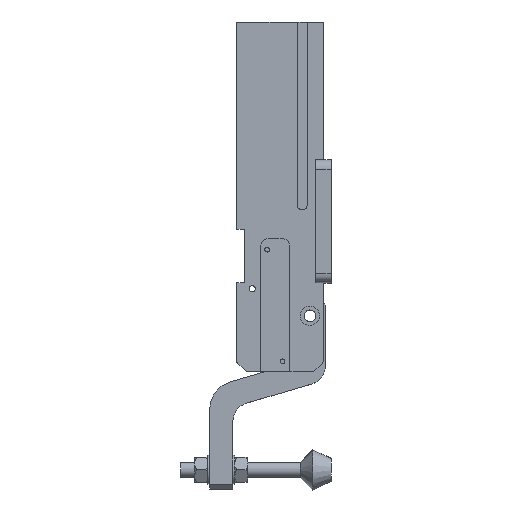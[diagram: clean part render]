
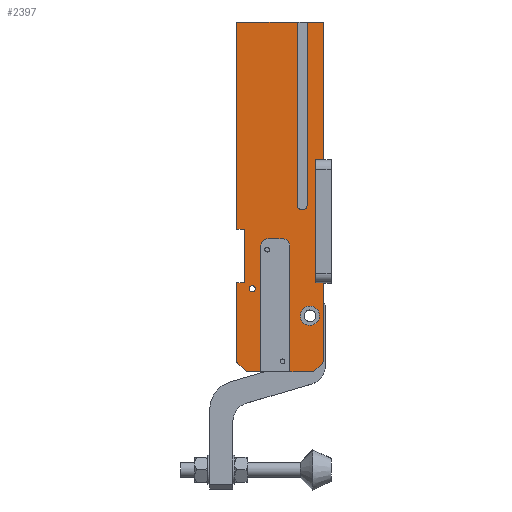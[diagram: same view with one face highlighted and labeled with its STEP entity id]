
A CAD part, top view. The second image highlights one B-rep face of the part: STEP entity #2397.
In plain terms, the highlighted planar face has unit normal (0, 0, 1).
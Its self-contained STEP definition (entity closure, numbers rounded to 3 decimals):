
#683=CARTESIAN_POINT('Vertex',(1.742,-39.,17.5)) ;
#686=CARTESIAN_POINT('Line Origine',(-4.458,-39.,17.5)) ;
#690=CARTESIAN_POINT('Vertex',(-10.658,-39.,17.5)) ;
#711=CARTESIAN_POINT('Vertex',(-25.858,-39.,17.5)) ;
#714=CARTESIAN_POINT('Line Origine',(-29.558,-39.,17.5)) ;
#718=CARTESIAN_POINT('Vertex',(-33.258,-39.,17.5)) ;
#746=CARTESIAN_POINT('Vertex',(-38.258,-34.,17.5)) ;
#749=CARTESIAN_POINT('Line Origine',(-38.258,-13.5,17.5)) ;
#753=CARTESIAN_POINT('Vertex',(-38.258,7.,17.5)) ;
#777=CARTESIAN_POINT('Vertex',(6.742,-34.,17.5)) ;
#780=CARTESIAN_POINT('Line Origine',(4.242,-36.5,17.5)) ;
#797=CARTESIAN_POINT('Line Origine',(-10.658,-6.5,17.5)) ;
#801=CARTESIAN_POINT('Vertex',(-10.658,26.,17.5)) ;
#828=CARTESIAN_POINT('Axis2P3D Location',(-14.658,26.,17.5)) ;
#832=CARTESIAN_POINT('Vertex',(-14.658,30.,17.5)) ;
#859=CARTESIAN_POINT('Line Origine',(-18.258,30.,17.5)) ;
#863=CARTESIAN_POINT('Vertex',(-21.858,30.,17.5)) ;
#890=CARTESIAN_POINT('Axis2P3D Location',(-21.858,26.,17.5)) ;
#894=CARTESIAN_POINT('Vertex',(-25.858,26.,17.5)) ;
#1538=CARTESIAN_POINT('Vertex',(-6.858,47.5,17.5)) ;
#1541=CARTESIAN_POINT('Axis2P3D Location',(-4.258,47.5,17.5)) ;
#1545=CARTESIAN_POINT('Vertex',(-4.258,44.9,17.5)) ;
#1572=CARTESIAN_POINT('Vertex',(-1.658,47.5,17.5)) ;
#1580=CARTESIAN_POINT('Axis2P3D Location',(-4.258,47.5,17.5)) ;
#2071=CARTESIAN_POINT('Line Origine',(-1.658,95.,17.5)) ;
#2075=CARTESIAN_POINT('Vertex',(-1.658,142.5,17.5)) ;
#2214=CARTESIAN_POINT('Vertex',(-6.858,142.5,17.5)) ;
#2217=CARTESIAN_POINT('Line Origine',(-6.858,95.,17.5)) ;
#2234=CARTESIAN_POINT('Line Origine',(-25.858,-6.5,17.5)) ;
#2251=CARTESIAN_POINT('Axis2P3D Location',(-18.258,39.,17.5)) ;
#2256=CARTESIAN_POINT('Line Origine',(-22.558,142.5,17.5)) ;
#2260=CARTESIAN_POINT('Vertex',(-38.258,142.5,17.5)) ;
#2263=CARTESIAN_POINT('Line Origine',(-38.258,88.75,17.5)) ;
#2267=CARTESIAN_POINT('Vertex',(-38.258,35.,17.5)) ;
#2270=CARTESIAN_POINT('Line Origine',(-36.258,35.,17.5)) ;
#2274=CARTESIAN_POINT('Vertex',(-34.258,35.,17.5)) ;
#2277=CARTESIAN_POINT('Line Origine',(-34.258,21.,17.5)) ;
#2281=CARTESIAN_POINT('Vertex',(-34.258,7.,17.5)) ;
#2284=CARTESIAN_POINT('Line Origine',(-36.258,7.,17.5)) ;
#2289=CARTESIAN_POINT('Line Origine',(-35.758,-36.5,17.5)) ;
#2294=CARTESIAN_POINT('Line Origine',(6.742,-13.5,17.5)) ;
#2298=CARTESIAN_POINT('Vertex',(6.742,7.,17.5)) ;
#2301=CARTESIAN_POINT('Line Origine',(4.742,7.,17.5)) ;
#2305=CARTESIAN_POINT('Vertex',(2.742,7.,17.5)) ;
#2308=CARTESIAN_POINT('Line Origine',(2.742,21.,17.5)) ;
#2312=CARTESIAN_POINT('Vertex',(2.742,35.,17.5)) ;
#2315=CARTESIAN_POINT('Line Origine',(4.742,35.,17.5)) ;
#2319=CARTESIAN_POINT('Vertex',(6.742,35.,17.5)) ;
#2322=CARTESIAN_POINT('Line Origine',(6.742,88.75,17.5)) ;
#2326=CARTESIAN_POINT('Vertex',(6.742,142.5,17.5)) ;
#2329=CARTESIAN_POINT('Line Origine',(2.542,142.5,17.5)) ;
#2361=CARTESIAN_POINT('Axis2P3D Location',(-30.258,4.,17.5)) ;
#2365=CARTESIAN_POINT('Vertex',(-31.025,2.596,17.5)) ;
#2367=CARTESIAN_POINT('Vertex',(-29.491,5.404,17.5)) ;
#2370=CARTESIAN_POINT('Axis2P3D Location',(-30.258,4.,17.5)) ;
#2379=CARTESIAN_POINT('Axis2P3D Location',(-0.258,-10.,17.5)) ;
#2383=CARTESIAN_POINT('Vertex',(-2.655,-14.388,17.5)) ;
#2385=CARTESIAN_POINT('Vertex',(2.139,-5.612,17.5)) ;
#2388=CARTESIAN_POINT('Axis2P3D Location',(-0.258,-10.,17.5)) ;
#687=DIRECTION('Vector Direction',(1.,0.,0.)) ;
#715=DIRECTION('Vector Direction',(1.,0.,0.)) ;
#750=DIRECTION('Vector Direction',(0.,-1.,0.)) ;
#781=DIRECTION('Vector Direction',(0.707,0.707,0.)) ;
#798=DIRECTION('Vector Direction',(0.,-1.,0.)) ;
#829=DIRECTION('Axis2P3D Direction',(0.,-0.,1.)) ;
#860=DIRECTION('Vector Direction',(1.,0.,0.)) ;
#891=DIRECTION('Axis2P3D Direction',(0.,-0.,1.)) ;
#1542=DIRECTION('Axis2P3D Direction',(0.,-0.,1.)) ;
#1581=DIRECTION('Axis2P3D Direction',(0.,-0.,1.)) ;
#2072=DIRECTION('Vector Direction',(0.,-1.,0.)) ;
#2218=DIRECTION('Vector Direction',(0.,-1.,0.)) ;
#2235=DIRECTION('Vector Direction',(0.,1.,0.)) ;
#2252=DIRECTION('Axis2P3D Direction',(0.,-0.,1.)) ;
#2253=DIRECTION('Axis2P3D XDirection',(0.,1.,0.)) ;
#2257=DIRECTION('Vector Direction',(-1.,0.,0.)) ;
#2264=DIRECTION('Vector Direction',(0.,-1.,0.)) ;
#2271=DIRECTION('Vector Direction',(1.,0.,0.)) ;
#2278=DIRECTION('Vector Direction',(0.,-1.,0.)) ;
#2285=DIRECTION('Vector Direction',(-1.,0.,0.)) ;
#2290=DIRECTION('Vector Direction',(-0.707,0.707,0.)) ;
#2295=DIRECTION('Vector Direction',(0.,1.,0.)) ;
#2302=DIRECTION('Vector Direction',(-1.,0.,0.)) ;
#2309=DIRECTION('Vector Direction',(0.,1.,0.)) ;
#2316=DIRECTION('Vector Direction',(1.,0.,0.)) ;
#2323=DIRECTION('Vector Direction',(0.,1.,0.)) ;
#2330=DIRECTION('Vector Direction',(-1.,0.,0.)) ;
#2362=DIRECTION('Axis2P3D Direction',(0.,-0.,1.)) ;
#2371=DIRECTION('Axis2P3D Direction',(0.,-0.,1.)) ;
#2380=DIRECTION('Axis2P3D Direction',(0.,-0.,1.)) ;
#2389=DIRECTION('Axis2P3D Direction',(0.,-0.,1.)) ;
#830=AXIS2_PLACEMENT_3D('Circle Axis2P3D',#828,#829,$) ;
#892=AXIS2_PLACEMENT_3D('Circle Axis2P3D',#890,#891,$) ;
#1543=AXIS2_PLACEMENT_3D('Circle Axis2P3D',#1541,#1542,$) ;
#1582=AXIS2_PLACEMENT_3D('Circle Axis2P3D',#1580,#1581,$) ;
#2254=AXIS2_PLACEMENT_3D('Plane Axis2P3D',#2251,#2252,#2253) ;
#2363=AXIS2_PLACEMENT_3D('Circle Axis2P3D',#2361,#2362,$) ;
#2372=AXIS2_PLACEMENT_3D('Circle Axis2P3D',#2370,#2371,$) ;
#2381=AXIS2_PLACEMENT_3D('Circle Axis2P3D',#2379,#2380,$) ;
#2390=AXIS2_PLACEMENT_3D('Circle Axis2P3D',#2388,#2389,$) ;
#2335=ORIENTED_EDGE('',*,*,#2262,.T.) ;
#2336=ORIENTED_EDGE('',*,*,#2269,.T.) ;
#2337=ORIENTED_EDGE('',*,*,#2276,.T.) ;
#2338=ORIENTED_EDGE('',*,*,#2283,.T.) ;
#2339=ORIENTED_EDGE('',*,*,#2288,.T.) ;
#2340=ORIENTED_EDGE('',*,*,#755,.T.) ;
#2341=ORIENTED_EDGE('',*,*,#2293,.F.) ;
#2342=ORIENTED_EDGE('',*,*,#720,.T.) ;
#2343=ORIENTED_EDGE('',*,*,#2238,.F.) ;
#2344=ORIENTED_EDGE('',*,*,#896,.F.) ;
#2345=ORIENTED_EDGE('',*,*,#865,.F.) ;
#2346=ORIENTED_EDGE('',*,*,#834,.F.) ;
#2347=ORIENTED_EDGE('',*,*,#803,.F.) ;
#2348=ORIENTED_EDGE('',*,*,#692,.T.) ;
#2349=ORIENTED_EDGE('',*,*,#784,.F.) ;
#2350=ORIENTED_EDGE('',*,*,#2300,.T.) ;
#2351=ORIENTED_EDGE('',*,*,#2307,.T.) ;
#2352=ORIENTED_EDGE('',*,*,#2314,.T.) ;
#2353=ORIENTED_EDGE('',*,*,#2321,.T.) ;
#2354=ORIENTED_EDGE('',*,*,#2328,.T.) ;
#2355=ORIENTED_EDGE('',*,*,#2333,.T.) ;
#2356=ORIENTED_EDGE('',*,*,#2077,.T.) ;
#2357=ORIENTED_EDGE('',*,*,#1584,.F.) ;
#2358=ORIENTED_EDGE('',*,*,#1547,.F.) ;
#2359=ORIENTED_EDGE('',*,*,#2221,.F.) ;
#2376=ORIENTED_EDGE('',*,*,#2369,.F.) ;
#2377=ORIENTED_EDGE('',*,*,#2374,.F.) ;
#2394=ORIENTED_EDGE('',*,*,#2387,.F.) ;
#2395=ORIENTED_EDGE('',*,*,#2392,.F.) ;
#2378=FACE_BOUND('',#2375,.T.) ;
#2396=FACE_BOUND('',#2393,.T.) ;
#688=VECTOR('Line Direction',#687,1.) ;
#716=VECTOR('Line Direction',#715,1.) ;
#751=VECTOR('Line Direction',#750,1.) ;
#782=VECTOR('Line Direction',#781,1.) ;
#799=VECTOR('Line Direction',#798,1.) ;
#861=VECTOR('Line Direction',#860,1.) ;
#2073=VECTOR('Line Direction',#2072,1.) ;
#2219=VECTOR('Line Direction',#2218,1.) ;
#2236=VECTOR('Line Direction',#2235,1.) ;
#2258=VECTOR('Line Direction',#2257,1.) ;
#2265=VECTOR('Line Direction',#2264,1.) ;
#2272=VECTOR('Line Direction',#2271,1.) ;
#2279=VECTOR('Line Direction',#2278,1.) ;
#2286=VECTOR('Line Direction',#2285,1.) ;
#2291=VECTOR('Line Direction',#2290,1.) ;
#2296=VECTOR('Line Direction',#2295,1.) ;
#2303=VECTOR('Line Direction',#2302,1.) ;
#2310=VECTOR('Line Direction',#2309,1.) ;
#2317=VECTOR('Line Direction',#2316,1.) ;
#2324=VECTOR('Line Direction',#2323,1.) ;
#2331=VECTOR('Line Direction',#2330,1.) ;
#2397=ADVANCED_FACE('Gehaeuse_PKS_25_1.1\\',(#2360,#2378,#2396),#2255,.T.) ;
#831=CIRCLE('generated circle',#830,4.) ;
#893=CIRCLE('generated circle',#892,4.) ;
#1544=CIRCLE('generated circle',#1543,2.6) ;
#1583=CIRCLE('generated circle',#1582,2.6) ;
#2364=CIRCLE('generated circle',#2363,1.6) ;
#2373=CIRCLE('generated circle',#2372,1.6) ;
#2382=CIRCLE('generated circle',#2381,5.) ;
#2391=CIRCLE('generated circle',#2390,5.) ;
#692=EDGE_CURVE('',#691,#684,#689,.T.) ;
#720=EDGE_CURVE('',#719,#712,#717,.T.) ;
#755=EDGE_CURVE('',#754,#747,#752,.T.) ;
#784=EDGE_CURVE('',#778,#684,#783,.F.) ;
#803=EDGE_CURVE('',#691,#802,#800,.F.) ;
#834=EDGE_CURVE('',#802,#833,#831,.T.) ;
#865=EDGE_CURVE('',#833,#864,#862,.F.) ;
#896=EDGE_CURVE('',#864,#895,#893,.T.) ;
#1547=EDGE_CURVE('',#1539,#1546,#1544,.T.) ;
#1584=EDGE_CURVE('',#1546,#1573,#1583,.T.) ;
#2077=EDGE_CURVE('',#2076,#1573,#2074,.T.) ;
#2221=EDGE_CURVE('',#2215,#1539,#2220,.T.) ;
#2238=EDGE_CURVE('',#895,#712,#2237,.F.) ;
#2262=EDGE_CURVE('',#2215,#2261,#2259,.T.) ;
#2269=EDGE_CURVE('',#2261,#2268,#2266,.T.) ;
#2276=EDGE_CURVE('',#2268,#2275,#2273,.T.) ;
#2283=EDGE_CURVE('',#2275,#2282,#2280,.T.) ;
#2288=EDGE_CURVE('',#2282,#754,#2287,.T.) ;
#2293=EDGE_CURVE('',#719,#747,#2292,.T.) ;
#2300=EDGE_CURVE('',#778,#2299,#2297,.T.) ;
#2307=EDGE_CURVE('',#2299,#2306,#2304,.T.) ;
#2314=EDGE_CURVE('',#2306,#2313,#2311,.T.) ;
#2321=EDGE_CURVE('',#2313,#2320,#2318,.T.) ;
#2328=EDGE_CURVE('',#2320,#2327,#2325,.T.) ;
#2333=EDGE_CURVE('',#2327,#2076,#2332,.T.) ;
#2369=EDGE_CURVE('',#2366,#2368,#2364,.T.) ;
#2374=EDGE_CURVE('',#2368,#2366,#2373,.T.) ;
#2387=EDGE_CURVE('',#2384,#2386,#2382,.T.) ;
#2392=EDGE_CURVE('',#2386,#2384,#2391,.T.) ;
#2334=EDGE_LOOP('',(#2335,#2336,#2337,#2338,#2339,#2340,#2341,#2342,#2343,#2344,#2345,#2346,#2347,#2348,#2349,#2350,#2351,#2352,#2353,#2354,#2355,#2356,#2357,#2358,#2359)) ;
#2375=EDGE_LOOP('',(#2376,#2377)) ;
#2393=EDGE_LOOP('',(#2394,#2395)) ;
#2360=FACE_OUTER_BOUND('',#2334,.T.) ;
#689=LINE('Line',#686,#688) ;
#717=LINE('Line',#714,#716) ;
#752=LINE('Line',#749,#751) ;
#783=LINE('Line',#780,#782) ;
#800=LINE('Line',#797,#799) ;
#862=LINE('Line',#859,#861) ;
#2074=LINE('Line',#2071,#2073) ;
#2220=LINE('Line',#2217,#2219) ;
#2237=LINE('Line',#2234,#2236) ;
#2259=LINE('Line',#2256,#2258) ;
#2266=LINE('Line',#2263,#2265) ;
#2273=LINE('Line',#2270,#2272) ;
#2280=LINE('Line',#2277,#2279) ;
#2287=LINE('Line',#2284,#2286) ;
#2292=LINE('Line',#2289,#2291) ;
#2297=LINE('Line',#2294,#2296) ;
#2304=LINE('Line',#2301,#2303) ;
#2311=LINE('Line',#2308,#2310) ;
#2318=LINE('Line',#2315,#2317) ;
#2325=LINE('Line',#2322,#2324) ;
#2332=LINE('Line',#2329,#2331) ;
#2255=PLANE('Plane',#2254) ;
#684=VERTEX_POINT('',#683) ;
#691=VERTEX_POINT('',#690) ;
#712=VERTEX_POINT('',#711) ;
#719=VERTEX_POINT('',#718) ;
#747=VERTEX_POINT('',#746) ;
#754=VERTEX_POINT('',#753) ;
#778=VERTEX_POINT('',#777) ;
#802=VERTEX_POINT('',#801) ;
#833=VERTEX_POINT('',#832) ;
#864=VERTEX_POINT('',#863) ;
#895=VERTEX_POINT('',#894) ;
#1539=VERTEX_POINT('',#1538) ;
#1546=VERTEX_POINT('',#1545) ;
#1573=VERTEX_POINT('',#1572) ;
#2076=VERTEX_POINT('',#2075) ;
#2215=VERTEX_POINT('',#2214) ;
#2261=VERTEX_POINT('',#2260) ;
#2268=VERTEX_POINT('',#2267) ;
#2275=VERTEX_POINT('',#2274) ;
#2282=VERTEX_POINT('',#2281) ;
#2299=VERTEX_POINT('',#2298) ;
#2306=VERTEX_POINT('',#2305) ;
#2313=VERTEX_POINT('',#2312) ;
#2320=VERTEX_POINT('',#2319) ;
#2327=VERTEX_POINT('',#2326) ;
#2366=VERTEX_POINT('',#2365) ;
#2368=VERTEX_POINT('',#2367) ;
#2384=VERTEX_POINT('',#2383) ;
#2386=VERTEX_POINT('',#2385) ;
